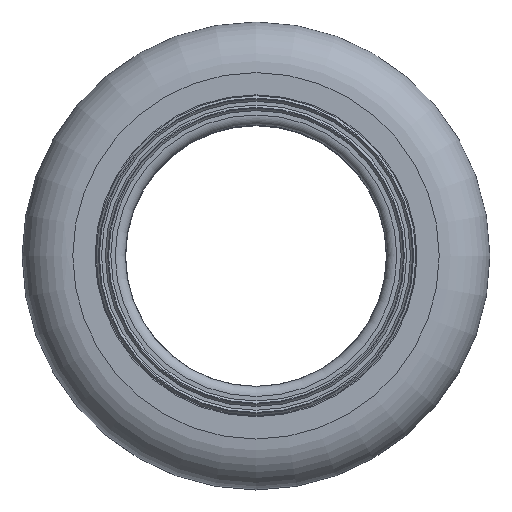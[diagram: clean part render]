
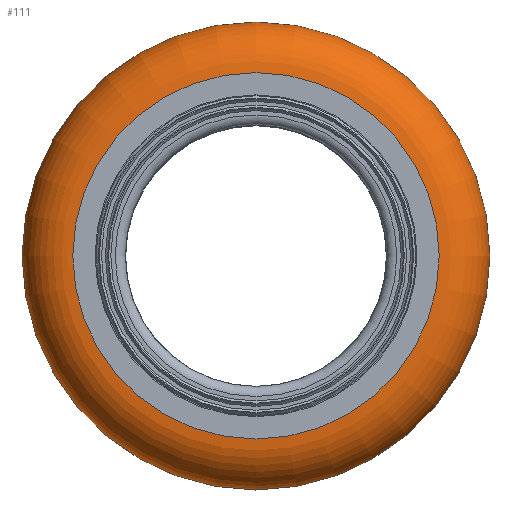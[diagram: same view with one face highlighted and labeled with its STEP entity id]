
A CAD part, top view. The second image highlights one B-rep face of the part: STEP entity #111.
In plain terms, the highlighted toroidal (fillet/blend) face has major radius 148 mm and minor radius 41 mm.
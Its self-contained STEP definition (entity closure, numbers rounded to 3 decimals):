
#56=TOROIDAL_SURFACE('',#647,148.,41.);
#111=ADVANCED_FACE('',(#208,#209),#56,.T.);
#208=FACE_BOUND('',#304,.T.);
#209=FACE_BOUND('',#305,.T.);
#304=EDGE_LOOP('',(#400));
#305=EDGE_LOOP('',(#401));
#400=ORIENTED_EDGE('',*,*,#513,.F.);
#401=ORIENTED_EDGE('',*,*,#514,.F.);
#465=VERTEX_POINT('',#975);
#466=VERTEX_POINT('',#978);
#513=EDGE_CURVE('',#465,#465,#561,.T.);
#514=EDGE_CURVE('',#466,#466,#562,.T.);
#561=CIRCLE('',#644,148.);
#562=CIRCLE('',#646,148.);
#644=AXIS2_PLACEMENT_3D('',#974,#815,#816);
#646=AXIS2_PLACEMENT_3D('',#977,#819,#820);
#647=AXIS2_PLACEMENT_3D('',#979,#821,#822);
#815=DIRECTION('',(0.,0.,1.));
#816=DIRECTION('',(-1.,0.,0.));
#819=DIRECTION('',(0.,0.,-1.));
#820=DIRECTION('',(1.,0.,0.));
#821=DIRECTION('',(0.,0.,1.));
#822=DIRECTION('',(-1.,0.,0.));
#974=CARTESIAN_POINT('',(0.,0.,204.5));
#975=CARTESIAN_POINT('',(-148.,0.,204.5));
#977=CARTESIAN_POINT('',(0.,0.,122.5));
#978=CARTESIAN_POINT('',(148.,0.,122.5));
#979=CARTESIAN_POINT('',(0.,0.,163.5));
